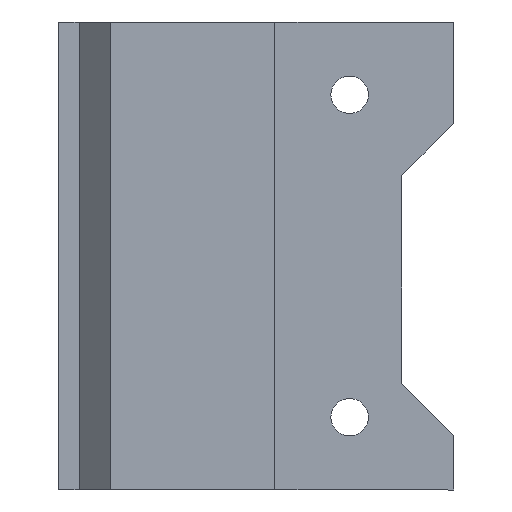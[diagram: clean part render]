
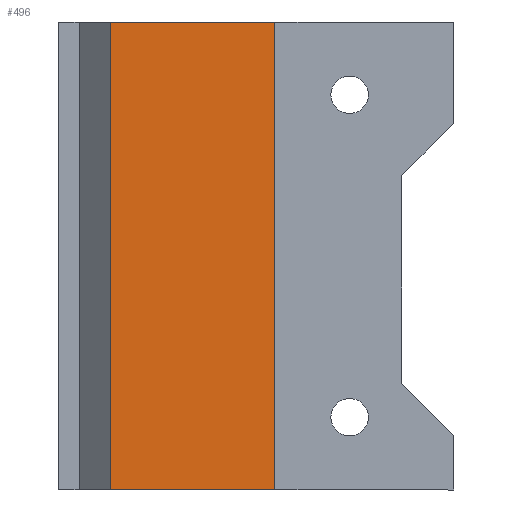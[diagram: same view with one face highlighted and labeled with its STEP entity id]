
A CAD part, front view. The second image highlights one B-rep face of the part: STEP entity #496.
In plain terms, the highlighted planar face has unit normal (0, -1, 0).
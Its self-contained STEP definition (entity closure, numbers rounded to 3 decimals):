
#63 = ORIENTED_EDGE ( 'NONE', *, *, #749, .F. ) ;
#263 = VECTOR ( 'NONE', #739, 1000. ) ;
#473 = CARTESIAN_POINT ( 'NONE',  ( 0., -75.5, 45. ) ) ;
#496 = ADVANCED_FACE ( 'NONE', ( #715 ), #936, .T. ) ;
#554 = DIRECTION ( 'NONE',  ( 0., 0., 1. ) ) ;
#674 = EDGE_CURVE ( 'NONE', #3125, #3361, #1035, .T. ) ;
#715 = FACE_OUTER_BOUND ( 'NONE', #2439, .T. ) ;
#739 = DIRECTION ( 'NONE',  ( 1., 0., 0. ) ) ;
#749 = EDGE_CURVE ( 'NONE', #1574, #1159, #1875, .T. ) ;
#816 = EDGE_CURVE ( 'NONE', #3125, #1574, #1962, .T. ) ;
#936 = PLANE ( 'NONE',  #2333 ) ;
#997 = VECTOR ( 'NONE', #2017, 1000. ) ;
#1035 = LINE ( 'NONE', #2723, #263 ) ;
#1159 = VERTEX_POINT ( 'NONE', #3222 ) ;
#1194 = ORIENTED_EDGE ( 'NONE', *, *, #674, .T. ) ;
#1437 = CARTESIAN_POINT ( 'NONE',  ( 15.782, -75.5, 0. ) ) ;
#1476 = LINE ( 'NONE', #1437, #997 ) ;
#1574 = VERTEX_POINT ( 'NONE', #3255 ) ;
#1773 = VECTOR ( 'NONE', #2753, 1000. ) ;
#1875 = LINE ( 'NONE', #473, #1773 ) ;
#1962 = LINE ( 'NONE', #3712, #2414 ) ;
#1991 = EDGE_CURVE ( 'NONE', #3361, #1159, #1476, .T. ) ;
#2017 = DIRECTION ( 'NONE',  ( 0., 0., 1. ) ) ;
#2078 = DIRECTION ( 'NONE',  ( 0., -1., 0. ) ) ;
#2090 = CARTESIAN_POINT ( 'NONE',  ( 0., -75.5, 0. ) ) ;
#2181 = ORIENTED_EDGE ( 'NONE', *, *, #816, .F. ) ;
#2333 = AXIS2_PLACEMENT_3D ( 'NONE', #2090, #2078, #2363 ) ;
#2363 = DIRECTION ( 'NONE',  ( 0., 0., -1. ) ) ;
#2414 = VECTOR ( 'NONE', #554, 1000. ) ;
#2439 = EDGE_LOOP ( 'NONE', ( #63, #2181, #1194, #2839 ) ) ;
#2614 = CARTESIAN_POINT ( 'NONE',  ( 0., -75.5, 0. ) ) ;
#2723 = CARTESIAN_POINT ( 'NONE',  ( 0., -75.5, 0. ) ) ;
#2753 = DIRECTION ( 'NONE',  ( 1., 0., 0. ) ) ;
#2839 = ORIENTED_EDGE ( 'NONE', *, *, #1991, .T. ) ;
#3125 = VERTEX_POINT ( 'NONE', #2614 ) ;
#3222 = CARTESIAN_POINT ( 'NONE',  ( 15.782, -75.5, 45. ) ) ;
#3255 = CARTESIAN_POINT ( 'NONE',  ( 0., -75.5, 45. ) ) ;
#3361 = VERTEX_POINT ( 'NONE', #3653 ) ;
#3653 = CARTESIAN_POINT ( 'NONE',  ( 15.782, -75.5, 0. ) ) ;
#3712 = CARTESIAN_POINT ( 'NONE',  ( 0., -75.5, 0. ) ) ;
